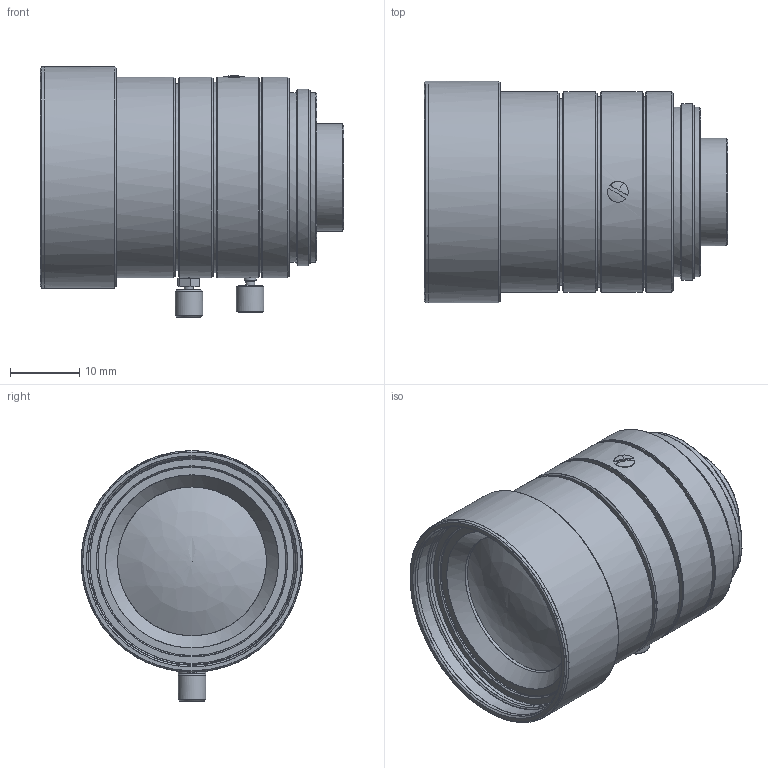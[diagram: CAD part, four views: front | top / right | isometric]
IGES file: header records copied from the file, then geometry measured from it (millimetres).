
Start section: C
Global section: file name: M0828-MPW3_HP_251009_.igs; native system: By Siemens PLM Incorporated; preprocessor: XPlus GENERIC/IGES 24.1.129; author: Author; organization: Title; date: 20251009.130638; units: millimetre
Bounding box: 43.9 x 31.98 x 36.22 mm (x, y, z)
Surface area: 13476.2 mm2 (no closed solid volume)
Topology: 0 solids, 0 shells, 187 faces, 1024 edges, 1020 vertices
Faces by surface type: bspline 187
